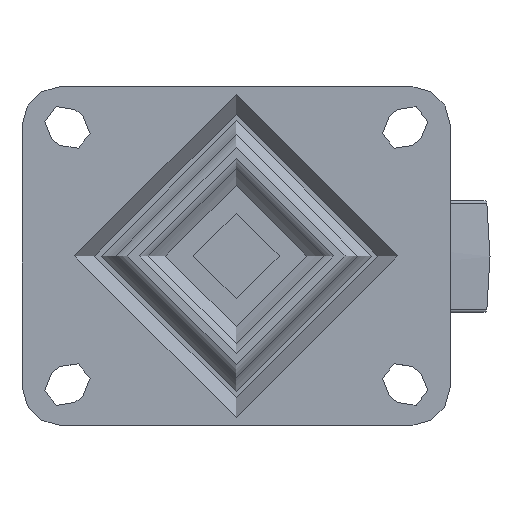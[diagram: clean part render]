
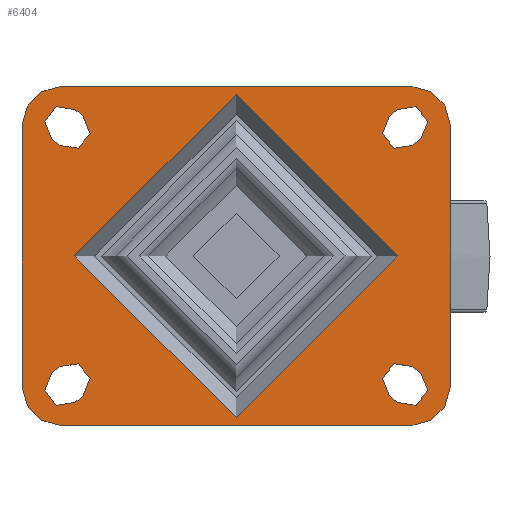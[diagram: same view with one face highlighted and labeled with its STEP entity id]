
A CAD part, top view. The second image highlights one B-rep face of the part: STEP entity #6404.
In plain terms, the highlighted planar face has unit normal (0, 0, 1).
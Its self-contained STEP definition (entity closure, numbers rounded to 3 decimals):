
#235=FACE_BOUND('',#2195,.T.);
#236=FACE_BOUND('',#2196,.T.);
#237=FACE_BOUND('',#2197,.T.);
#238=FACE_BOUND('',#2198,.T.);
#239=FACE_BOUND('',#2199,.T.);
#317=PLANE('',#7031);
#707=LINE('',#10361,#1175);
#709=LINE('',#10369,#1177);
#710=LINE('',#10374,#1178);
#711=LINE('',#10378,#1179);
#712=LINE('',#10380,#1180);
#713=LINE('',#10381,#1181);
#714=LINE('',#10382,#1182);
#715=LINE('',#10383,#1183);
#716=LINE('',#10384,#1184);
#717=LINE('',#10385,#1185);
#718=LINE('',#10386,#1186);
#719=LINE('',#10387,#1187);
#1175=VECTOR('',#7970,1.);
#1177=VECTOR('',#7980,1.);
#1178=VECTOR('',#7985,1.);
#1179=VECTOR('',#7988,1.);
#1180=VECTOR('',#7991,1.);
#1181=VECTOR('',#7992,1.);
#1182=VECTOR('',#7993,1.);
#1183=VECTOR('',#7994,1.);
#1184=VECTOR('',#7995,1.);
#1185=VECTOR('',#7996,1.);
#1186=VECTOR('',#7997,1.);
#1187=VECTOR('',#7998,1.);
#1792=FACE_OUTER_BOUND('',#2194,.T.);
#2194=EDGE_LOOP('',(#4736,#4737,#4738,#4739,#4740,#4741,#4742,#4743));
#2195=EDGE_LOOP('',(#4744));
#2196=EDGE_LOOP('',(#4745,#4746,#4747,#4748));
#2197=EDGE_LOOP('',(#4749,#4750,#4751,#4752));
#2198=EDGE_LOOP('',(#4753,#4754,#4755,#4756));
#2199=EDGE_LOOP('',(#4757,#4758,#4759,#4760));
#2602=CIRCLE('',#6954,5.7);
#2603=CIRCLE('',#6956,5.7);
#2605=CIRCLE('',#6959,5.7);
#2608=CIRCLE('',#6963,5.7);
#2610=CIRCLE('',#6966,5.7);
#2611=CIRCLE('',#6968,5.7);
#2614=CIRCLE('',#6972,5.7);
#2615=CIRCLE('',#6974,5.7);
#2632=CIRCLE('',#6997,49.014);
#2652=CIRCLE('',#7032,12.);
#2653=CIRCLE('',#7033,12.);
#2654=CIRCLE('',#7034,12.);
#2655=CIRCLE('',#7035,12.);
#2921=VERTEX_POINT('',#10124);
#2922=VERTEX_POINT('',#10126);
#2923=VERTEX_POINT('',#10130);
#2924=VERTEX_POINT('',#10131);
#2927=VERTEX_POINT('',#10139);
#2928=VERTEX_POINT('',#10140);
#2933=VERTEX_POINT('',#10151);
#2934=VERTEX_POINT('',#10153);
#2937=VERTEX_POINT('',#10160);
#2938=VERTEX_POINT('',#10162);
#2939=VERTEX_POINT('',#10166);
#2940=VERTEX_POINT('',#10167);
#2945=VERTEX_POINT('',#10178);
#2946=VERTEX_POINT('',#10180);
#2947=VERTEX_POINT('',#10184);
#2948=VERTEX_POINT('',#10185);
#2961=VERTEX_POINT('',#10251);
#2978=VERTEX_POINT('',#10358);
#2979=VERTEX_POINT('',#10360);
#2980=VERTEX_POINT('',#10367);
#2981=VERTEX_POINT('',#10368);
#2982=VERTEX_POINT('',#10371);
#2983=VERTEX_POINT('',#10373);
#2984=VERTEX_POINT('',#10375);
#2985=VERTEX_POINT('',#10377);
#3561=EDGE_CURVE('',#2922,#2921,#2602,.T.);
#3563=EDGE_CURVE('',#2923,#2924,#2603,.T.);
#3567=EDGE_CURVE('',#2927,#2928,#2605,.T.);
#3573=EDGE_CURVE('',#2934,#2933,#2608,.T.);
#3577=EDGE_CURVE('',#2937,#2938,#2610,.T.);
#3579=EDGE_CURVE('',#2939,#2940,#2611,.T.);
#3585=EDGE_CURVE('',#2945,#2946,#2614,.T.);
#3587=EDGE_CURVE('',#2947,#2948,#2615,.T.);
#3608=EDGE_CURVE('',#2961,#2961,#2632,.T.);
#3633=EDGE_CURVE('',#2979,#2978,#707,.T.);
#3635=EDGE_CURVE('',#2980,#2981,#709,.T.);
#3636=EDGE_CURVE('',#2980,#2979,#2652,.T.);
#3637=EDGE_CURVE('',#2978,#2982,#2653,.T.);
#3638=EDGE_CURVE('',#2983,#2982,#710,.T.);
#3639=EDGE_CURVE('',#2984,#2983,#2654,.T.);
#3640=EDGE_CURVE('',#2985,#2984,#711,.T.);
#3641=EDGE_CURVE('',#2981,#2985,#2655,.T.);
#3642=EDGE_CURVE('',#2948,#2945,#712,.T.);
#3643=EDGE_CURVE('',#2946,#2947,#713,.T.);
#3644=EDGE_CURVE('',#2938,#2939,#714,.T.);
#3645=EDGE_CURVE('',#2940,#2937,#715,.T.);
#3646=EDGE_CURVE('',#2921,#2923,#716,.T.);
#3647=EDGE_CURVE('',#2924,#2922,#717,.T.);
#3648=EDGE_CURVE('',#2928,#2934,#718,.T.);
#3649=EDGE_CURVE('',#2933,#2927,#719,.T.);
#4736=ORIENTED_EDGE('',*,*,#3635,.F.);
#4737=ORIENTED_EDGE('',*,*,#3636,.T.);
#4738=ORIENTED_EDGE('',*,*,#3633,.T.);
#4739=ORIENTED_EDGE('',*,*,#3637,.T.);
#4740=ORIENTED_EDGE('',*,*,#3638,.F.);
#4741=ORIENTED_EDGE('',*,*,#3639,.F.);
#4742=ORIENTED_EDGE('',*,*,#3640,.F.);
#4743=ORIENTED_EDGE('',*,*,#3641,.F.);
#4744=ORIENTED_EDGE('',*,*,#3608,.F.);
#4745=ORIENTED_EDGE('',*,*,#3585,.F.);
#4746=ORIENTED_EDGE('',*,*,#3642,.F.);
#4747=ORIENTED_EDGE('',*,*,#3587,.F.);
#4748=ORIENTED_EDGE('',*,*,#3643,.F.);
#4749=ORIENTED_EDGE('',*,*,#3579,.F.);
#4750=ORIENTED_EDGE('',*,*,#3644,.F.);
#4751=ORIENTED_EDGE('',*,*,#3577,.F.);
#4752=ORIENTED_EDGE('',*,*,#3645,.F.);
#4753=ORIENTED_EDGE('',*,*,#3561,.T.);
#4754=ORIENTED_EDGE('',*,*,#3646,.T.);
#4755=ORIENTED_EDGE('',*,*,#3563,.T.);
#4756=ORIENTED_EDGE('',*,*,#3647,.T.);
#4757=ORIENTED_EDGE('',*,*,#3567,.T.);
#4758=ORIENTED_EDGE('',*,*,#3648,.T.);
#4759=ORIENTED_EDGE('',*,*,#3573,.T.);
#4760=ORIENTED_EDGE('',*,*,#3649,.T.);
#6404=ADVANCED_FACE('',(#1792,#235,#236,#237,#238,#239),#317,.F.);
#6954=AXIS2_PLACEMENT_3D('',#10127,#7800,#7801);
#6956=AXIS2_PLACEMENT_3D('',#10132,#7805,#7806);
#6959=AXIS2_PLACEMENT_3D('',#10141,#7813,#7814);
#6963=AXIS2_PLACEMENT_3D('',#10154,#7824,#7825);
#6966=AXIS2_PLACEMENT_3D('',#10163,#7832,#7833);
#6968=AXIS2_PLACEMENT_3D('',#10168,#7837,#7838);
#6972=AXIS2_PLACEMENT_3D('',#10181,#7848,#7849);
#6974=AXIS2_PLACEMENT_3D('',#10186,#7853,#7854);
#6997=AXIS2_PLACEMENT_3D('',#10253,#7903,#7904);
#7031=AXIS2_PLACEMENT_3D('',#10366,#7978,#7979);
#7032=AXIS2_PLACEMENT_3D('',#10370,#7981,#7982);
#7033=AXIS2_PLACEMENT_3D('',#10372,#7983,#7984);
#7034=AXIS2_PLACEMENT_3D('',#10376,#7986,#7987);
#7035=AXIS2_PLACEMENT_3D('',#10379,#7989,#7990);
#7800=DIRECTION('center_axis',(0.,0.,-1.));
#7801=DIRECTION('ref_axis',(1.,0.,0.));
#7805=DIRECTION('center_axis',(0.,0.,-1.));
#7806=DIRECTION('ref_axis',(1.,0.,0.));
#7813=DIRECTION('center_axis',(0.,0.,-1.));
#7814=DIRECTION('ref_axis',(1.,0.,0.));
#7824=DIRECTION('center_axis',(0.,0.,-1.));
#7825=DIRECTION('ref_axis',(1.,0.,0.));
#7832=DIRECTION('center_axis',(0.,0.,1.));
#7833=DIRECTION('ref_axis',(1.,0.,0.));
#7837=DIRECTION('center_axis',(0.,0.,1.));
#7838=DIRECTION('ref_axis',(1.,0.,0.));
#7848=DIRECTION('center_axis',(0.,0.,1.));
#7849=DIRECTION('ref_axis',(1.,0.,0.));
#7853=DIRECTION('center_axis',(0.,0.,1.));
#7854=DIRECTION('ref_axis',(1.,0.,0.));
#7903=DIRECTION('center_axis',(0.,0.,1.));
#7904=DIRECTION('ref_axis',(-1.,0.,0.));
#7970=DIRECTION('',(1.,0.,0.));
#7978=DIRECTION('center_axis',(0.,0.,-1.));
#7979=DIRECTION('ref_axis',(0.,-1.,0.));
#7980=DIRECTION('',(0.,1.,0.));
#7981=DIRECTION('center_axis',(0.,0.,1.));
#7982=DIRECTION('ref_axis',(1.,0.,0.));
#7983=DIRECTION('center_axis',(0.,0.,1.));
#7984=DIRECTION('ref_axis',(1.,0.,0.));
#7985=DIRECTION('',(0.,-1.,0.));
#7986=DIRECTION('center_axis',(0.,0.,-1.));
#7987=DIRECTION('ref_axis',(1.,0.,0.));
#7988=DIRECTION('',(1.,0.,0.));
#7989=DIRECTION('center_axis',(0.,0.,-1.));
#7990=DIRECTION('ref_axis',(1.,0.,0.));
#7991=DIRECTION('',(-0.781,-0.625,0.));
#7992=DIRECTION('',(0.781,0.625,0.));
#7993=DIRECTION('',(0.781,-0.625,0.));
#7994=DIRECTION('',(-0.781,0.625,0.));
#7995=DIRECTION('',(0.781,-0.625,0.));
#7996=DIRECTION('',(-0.781,0.625,0.));
#7997=DIRECTION('',(-0.781,-0.625,0.));
#7998=DIRECTION('',(0.781,0.625,0.));
#10124=CARTESIAN_POINT('',(-27.536,161.729,0.));
#10126=CARTESIAN_POINT('',(-34.657,152.827,0.));
#10127=CARTESIAN_POINT('Origin',(-31.097,157.278,0.));
#10130=CARTESIAN_POINT('',(-25.036,159.729,0.));
#10131=CARTESIAN_POINT('',(-32.157,150.827,0.));
#10132=CARTESIAN_POINT('Origin',(-28.597,155.278,0.));
#10139=CARTESIAN_POINT('',(-134.657,161.729,0.));
#10140=CARTESIAN_POINT('',(-127.536,152.827,0.));
#10141=CARTESIAN_POINT('Origin',(-131.097,157.278,0.));
#10151=CARTESIAN_POINT('',(-137.157,159.729,0.));
#10153=CARTESIAN_POINT('',(-130.036,150.827,0.));
#10154=CARTESIAN_POINT('Origin',(-133.597,155.278,0.));
#10160=CARTESIAN_POINT('',(-130.036,239.729,0.));
#10162=CARTESIAN_POINT('',(-137.157,230.827,0.));
#10163=CARTESIAN_POINT('Origin',(-133.597,235.278,0.));
#10166=CARTESIAN_POINT('',(-134.657,228.827,0.));
#10167=CARTESIAN_POINT('',(-127.536,237.729,0.));
#10168=CARTESIAN_POINT('Origin',(-131.097,233.278,0.));
#10178=CARTESIAN_POINT('',(-34.657,237.729,0.));
#10180=CARTESIAN_POINT('',(-27.536,228.827,0.));
#10181=CARTESIAN_POINT('Origin',(-31.097,233.278,0.));
#10184=CARTESIAN_POINT('',(-25.036,230.827,0.));
#10185=CARTESIAN_POINT('',(-32.157,239.729,0.));
#10186=CARTESIAN_POINT('Origin',(-28.597,235.278,0.));
#10251=CARTESIAN_POINT('',(-130.11,195.278,0.));
#10253=CARTESIAN_POINT('Origin',(-81.097,195.278,0.));
#10358=CARTESIAN_POINT('',(-28.097,143.778,0.));
#10360=CARTESIAN_POINT('',(-134.097,143.778,0.));
#10361=CARTESIAN_POINT('',(-81.097,143.778,0.));
#10366=CARTESIAN_POINT('Origin',(-130.11,195.278,0.));
#10367=CARTESIAN_POINT('',(-146.097,155.778,0.));
#10368=CARTESIAN_POINT('',(-146.097,234.778,0.));
#10369=CARTESIAN_POINT('',(-146.097,195.278,0.));
#10370=CARTESIAN_POINT('Origin',(-134.097,155.778,0.));
#10371=CARTESIAN_POINT('',(-16.097,155.778,0.));
#10372=CARTESIAN_POINT('Origin',(-28.097,155.778,0.));
#10373=CARTESIAN_POINT('',(-16.097,234.778,0.));
#10374=CARTESIAN_POINT('',(-16.097,234.778,0.));
#10375=CARTESIAN_POINT('',(-28.097,246.778,0.));
#10376=CARTESIAN_POINT('Origin',(-28.097,234.778,0.));
#10377=CARTESIAN_POINT('',(-134.097,246.778,0.));
#10378=CARTESIAN_POINT('',(-81.097,246.778,0.));
#10379=CARTESIAN_POINT('Origin',(-134.097,234.778,0.));
#10380=CARTESIAN_POINT('',(-32.157,239.729,0.));
#10381=CARTESIAN_POINT('',(-27.536,228.827,0.));
#10382=CARTESIAN_POINT('',(-137.157,230.827,0.));
#10383=CARTESIAN_POINT('',(-127.536,237.729,0.));
#10384=CARTESIAN_POINT('',(-27.536,161.729,0.));
#10385=CARTESIAN_POINT('',(-32.157,150.827,0.));
#10386=CARTESIAN_POINT('',(-127.536,152.827,0.));
#10387=CARTESIAN_POINT('',(-137.157,159.729,0.));
